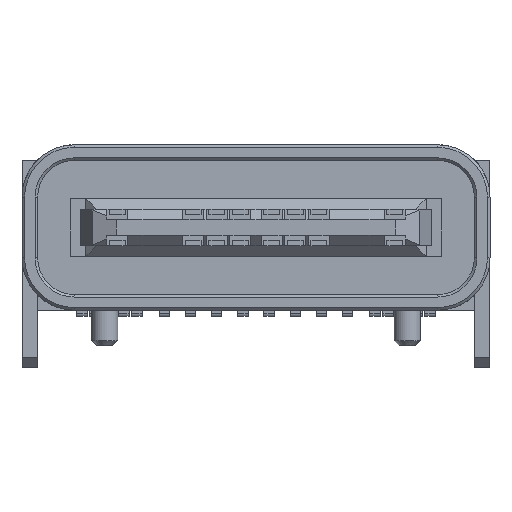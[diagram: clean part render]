
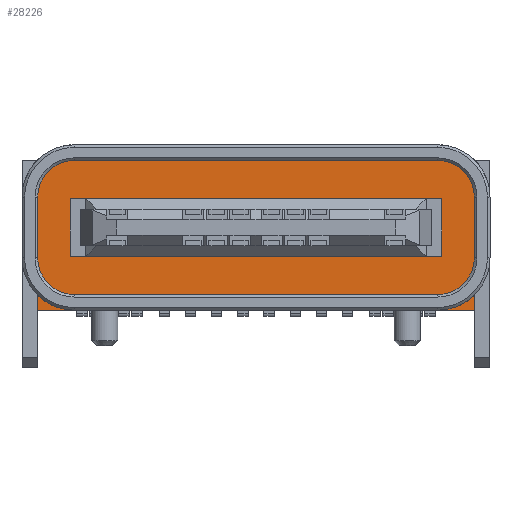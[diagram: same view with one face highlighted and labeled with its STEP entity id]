
A CAD part, front view. The second image highlights one B-rep face of the part: STEP entity #28226.
In plain terms, the highlighted planar face has unit normal (0, -1, 0).
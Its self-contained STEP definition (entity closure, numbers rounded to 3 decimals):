
#826 = EDGE_CURVE ( 'NONE', #35781, #17852, #3530, .T. ) ;
#935 = EDGE_CURVE ( 'NONE', #14600, #29254, #13983, .T. ) ;
#1032 = DIRECTION ( 'NONE',  ( -1., 0., 0. ) ) ;
#1146 = CARTESIAN_POINT ( 'NONE',  ( -3.55, 1.55, 1.03 ) ) ;
#3203 = CARTESIAN_POINT ( 'NONE',  ( -4.17, 1.55, 11.398 ) ) ;
#3520 = DIRECTION ( 'NONE',  ( 0., 0., 1. ) ) ;
#3530 = LINE ( 'NONE', #19763, #8793 ) ;
#3821 = EDGE_CURVE ( 'NONE', #30217, #26997, #19052, .T. ) ;
#5046 = VERTEX_POINT ( 'NONE', #28113 ) ;
#5221 = CARTESIAN_POINT ( 'NONE',  ( -3.55, 1.55, 1.03 ) ) ;
#5652 = DIRECTION ( 'NONE',  ( 1., 0., 0. ) ) ;
#5885 = VECTOR ( 'NONE', #5652, 1000. ) ;
#6396 = CARTESIAN_POINT ( 'NONE',  ( 4.17, 1.55, 0. ) ) ;
#6628 = DIRECTION ( 'NONE',  ( 0., 0., -1. ) ) ;
#6710 = CARTESIAN_POINT ( 'NONE',  ( 3.55, 1.55, 1.03 ) ) ;
#8157 = DIRECTION ( 'NONE',  ( 0., 0., -1. ) ) ;
#8639 = PLANE ( 'NONE',  #30268 ) ;
#8793 = VECTOR ( 'NONE', #6628, 1000. ) ;
#11022 = DIRECTION ( 'NONE',  ( 0., -1., 0. ) ) ;
#11305 = VECTOR ( 'NONE', #32705, 1000. ) ;
#11378 = FACE_BOUND ( 'NONE', #16641, .T. ) ;
#11473 = DIRECTION ( 'NONE',  ( 0., 0., 1. ) ) ;
#12340 = CARTESIAN_POINT ( 'NONE',  ( 3.47, 1.55, 2.86 ) ) ;
#12500 = ORIENTED_EDGE ( 'NONE', *, *, #30740, .T. ) ;
#13414 = VECTOR ( 'NONE', #1032, 1000. ) ;
#13610 = LINE ( 'NONE', #19495, #5885 ) ;
#13976 = LINE ( 'NONE', #23093, #17059 ) ;
#13983 = CIRCLE ( 'NONE', #34411, 0.7 ) ;
#14385 = CARTESIAN_POINT ( 'NONE',  ( 3.47, 1.55, 2.16 ) ) ;
#14466 = EDGE_CURVE ( 'NONE', #16817, #16488, #21977, .T. ) ;
#14600 = VERTEX_POINT ( 'NONE', #17753 ) ;
#14848 = CARTESIAN_POINT ( 'NONE',  ( -3.55, 1.55, 2.13 ) ) ;
#15117 = EDGE_LOOP ( 'NONE', ( #35586, #32688, #23266, #15262, #25455, #12500 ) ) ;
#15262 = ORIENTED_EDGE ( 'NONE', *, *, #17148, .F. ) ;
#16070 = LINE ( 'NONE', #24273, #11305 ) ;
#16089 = DIRECTION ( 'NONE',  ( -1., 0., 0. ) ) ;
#16488 = VERTEX_POINT ( 'NONE', #5221 ) ;
#16641 = EDGE_LOOP ( 'NONE', ( #17652, #17002, #25538, #32427 ) ) ;
#16817 = VERTEX_POINT ( 'NONE', #25353 ) ;
#17002 = ORIENTED_EDGE ( 'NONE', *, *, #826, .T. ) ;
#17059 = VECTOR ( 'NONE', #11473, 1000. ) ;
#17148 = EDGE_CURVE ( 'NONE', #26997, #14600, #13976, .T. ) ;
#17652 = ORIENTED_EDGE ( 'NONE', *, *, #29709, .F. ) ;
#17685 = CARTESIAN_POINT ( 'NONE',  ( -4.17, 1.55, 0. ) ) ;
#17753 = CARTESIAN_POINT ( 'NONE',  ( -4.17, 1.55, 2.16 ) ) ;
#17852 = VERTEX_POINT ( 'NONE', #6710 ) ;
#19052 = LINE ( 'NONE', #30126, #30410 ) ;
#19495 = CARTESIAN_POINT ( 'NONE',  ( -3.47, 1.55, 2.86 ) ) ;
#19763 = CARTESIAN_POINT ( 'NONE',  ( 3.55, 1.55, 2.13 ) ) ;
#20544 = LINE ( 'NONE', #14848, #13414 ) ;
#20667 = DIRECTION ( 'NONE',  ( 1., 0., 0. ) ) ;
#20809 = EDGE_CURVE ( 'NONE', #16488, #17852, #31967, .T. ) ;
#21260 = EDGE_CURVE ( 'NONE', #29254, #34430, #13610, .T. ) ;
#21483 = DIRECTION ( 'NONE',  ( 0., 1., 0. ) ) ;
#21977 = LINE ( 'NONE', #33149, #29287 ) ;
#23093 = CARTESIAN_POINT ( 'NONE',  ( -4.17, 1.55, 1. ) ) ;
#23266 = ORIENTED_EDGE ( 'NONE', *, *, #935, .F. ) ;
#24273 = CARTESIAN_POINT ( 'NONE',  ( 4.17, 1.55, 1. ) ) ;
#25353 = CARTESIAN_POINT ( 'NONE',  ( -3.55, 1.55, 2.13 ) ) ;
#25455 = ORIENTED_EDGE ( 'NONE', *, *, #3821, .F. ) ;
#25538 = ORIENTED_EDGE ( 'NONE', *, *, #20809, .F. ) ;
#25546 = DIRECTION ( 'NONE',  ( 0., -1., 0. ) ) ;
#26110 = DIRECTION ( 'NONE',  ( 0., 0., 1. ) ) ;
#26185 = VECTOR ( 'NONE', #20667, 1000. ) ;
#26997 = VERTEX_POINT ( 'NONE', #17685 ) ;
#27438 = DIRECTION ( 'NONE',  ( 0., 0., 1. ) ) ;
#28113 = CARTESIAN_POINT ( 'NONE',  ( 4.17, 1.55, 2.16 ) ) ;
#28226 = ADVANCED_FACE ( 'NONE', ( #11378, #30716 ), #8639, .T. ) ;
#28821 = AXIS2_PLACEMENT_3D ( 'NONE', #14385, #25546, #3520 ) ;
#29254 = VERTEX_POINT ( 'NONE', #29571 ) ;
#29287 = VECTOR ( 'NONE', #8157, 1000. ) ;
#29571 = CARTESIAN_POINT ( 'NONE',  ( -3.47, 1.55, 2.86 ) ) ;
#29709 = EDGE_CURVE ( 'NONE', #35781, #16817, #20544, .T. ) ;
#30126 = CARTESIAN_POINT ( 'NONE',  ( 4.17, 1.55, 0. ) ) ;
#30217 = VERTEX_POINT ( 'NONE', #6396 ) ;
#30268 = AXIS2_PLACEMENT_3D ( 'NONE', #3203, #11022, #27438 ) ;
#30410 = VECTOR ( 'NONE', #16089, 1000. ) ;
#30716 = FACE_OUTER_BOUND ( 'NONE', #15117, .T. ) ;
#30740 = EDGE_CURVE ( 'NONE', #30217, #5046, #16070, .T. ) ;
#30743 = CARTESIAN_POINT ( 'NONE',  ( 3.55, 1.55, 2.13 ) ) ;
#31151 = CIRCLE ( 'NONE', #28821, 0.7 ) ;
#31642 = EDGE_CURVE ( 'NONE', #5046, #34430, #31151, .T. ) ;
#31967 = LINE ( 'NONE', #1146, #26185 ) ;
#32427 = ORIENTED_EDGE ( 'NONE', *, *, #14466, .F. ) ;
#32461 = CARTESIAN_POINT ( 'NONE',  ( -3.47, 1.55, 2.16 ) ) ;
#32688 = ORIENTED_EDGE ( 'NONE', *, *, #21260, .F. ) ;
#32705 = DIRECTION ( 'NONE',  ( 0., 0., 1. ) ) ;
#33149 = CARTESIAN_POINT ( 'NONE',  ( -3.55, 1.55, 2.13 ) ) ;
#34411 = AXIS2_PLACEMENT_3D ( 'NONE', #32461, #21483, #26110 ) ;
#34430 = VERTEX_POINT ( 'NONE', #12340 ) ;
#35586 = ORIENTED_EDGE ( 'NONE', *, *, #31642, .T. ) ;
#35781 = VERTEX_POINT ( 'NONE', #30743 ) ;
